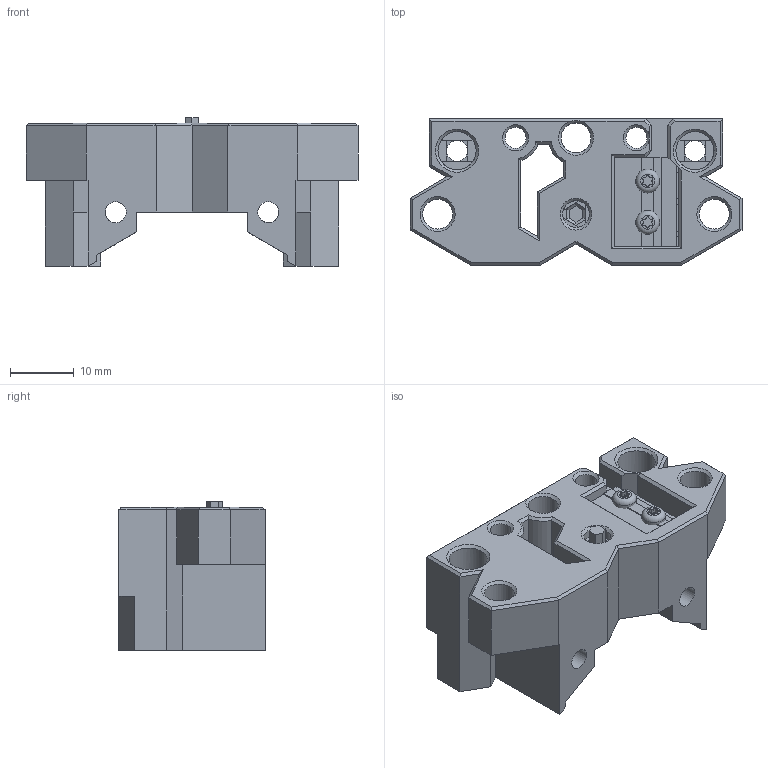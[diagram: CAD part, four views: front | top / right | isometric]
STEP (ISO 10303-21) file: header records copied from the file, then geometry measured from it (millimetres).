
FILE_DESCRIPTION(/* description */ (''),/* implementation_level */ '2;1');
FILE_NAME(/* name */ 'Frank 2.0 Filament Sensor.step',/* time_stamp */ '2024-10-31T22:53:52-05:00',/* author */ (''),/* organization */ (''),/* preprocessor_version */ 'ST-DEVELOPER v20',/* originating_system */ 'Autodesk Translation Framework v13.20.0.188',/* authorisation */ '');
FILE_SCHEMA (('AUTOMOTIVE_DESIGN { 1 0 10303 214 3 1 1 }'));
Length unit declared in the file: millimetre
Products named in the file (14): Frank 2.0 Filament Sensor; Filament Sensor (2); Ball (1); d2f-l (1); M2x10 STS v1 (1); EsoFilamentSensorCutter5.5; FilamentSensorCutter5.5; Ball Shaft; Switch Body; Hex Filament Path; Pivot; FilamentSensor; 5.5mmBall (1); Omron-D2F (1)
Assembly tree (13 placements, depth 4):
  Frank 2.0 Filament Sensor
    Filament Sensor (2)
      Ball (1)
      d2f-l (1)
      M2x10 STS v1 (1)
    EsoFilamentSensorCutter5.5
      FilamentSensorCutter5.5
        Ball Shaft
        Switch Body
        Hex Filament Path
      Pivot
      FilamentSensor
        5.5mmBall (1)
        Omron-D2F (1)
Bounding box: 52.2 x 23 x 23.31 mm (x, y, z)
Volume: 14238.3 mm3; surface area: 9872.9 mm2
Topology: 11 solids, 11 shells, 506 faces, 1346 edges, 862 vertices
Faces by surface type: plane 303, cylinder 122, bspline 48, cone 19, sphere 12, torus 2
Full cylindrical faces by diameter (mm): 1.28 x22, 1.8 x6, 2 x3, 2.2 x18, 3.3 x6, 3.75 x2, 4.2 x2, 4.7 x3, 6 x2
Entity records: 22318 total; most frequent: CARTESIAN_POINT 9627, ORIENTED_EDGE 2680, DIRECTION 2376, EDGE_CURVE 1340, LINE 862, VECTOR 862, VERTEX_POINT 862, AXIS2_PLACEMENT_3D 757
